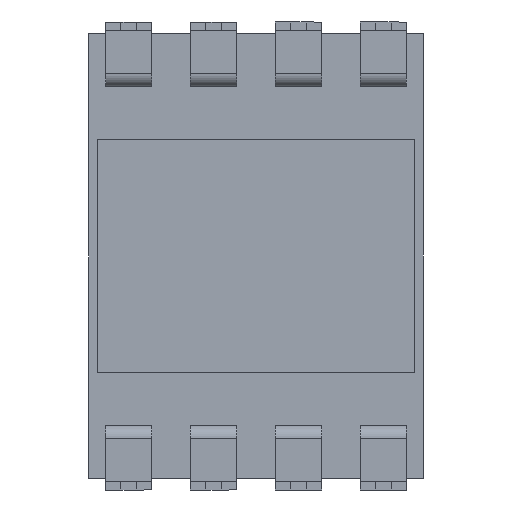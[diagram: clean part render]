
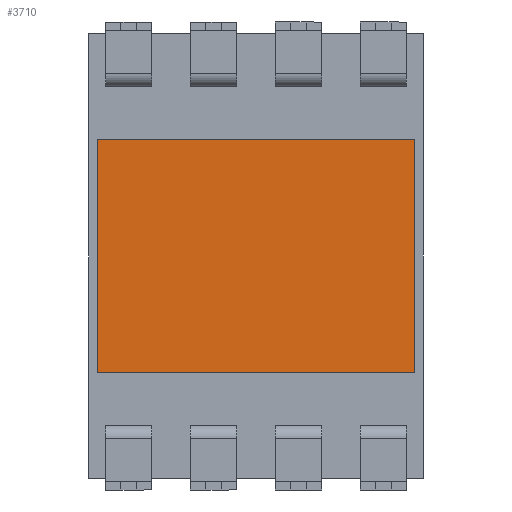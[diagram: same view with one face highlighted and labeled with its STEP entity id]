
A CAD part, front view. The second image highlights one B-rep face of the part: STEP entity #3710.
In plain terms, the highlighted planar face has unit normal (0, -1, 0).
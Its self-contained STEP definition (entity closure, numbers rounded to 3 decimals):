
#164 = AXIS2_PLACEMENT_3D ( 'NONE', #3511, #5136, #3966 ) ;
#292 = CARTESIAN_POINT ( 'NONE',  ( 4.75, -2.9, 3.495 ) ) ;
#534 = FACE_OUTER_BOUND ( 'NONE', #5515, .T. ) ;
#952 = VERTEX_POINT ( 'NONE', #5089 ) ;
#1045 = VERTEX_POINT ( 'NONE', #2616 ) ;
#1145 = VECTOR ( 'NONE', #4538, 1000. ) ;
#1322 = DIRECTION ( 'NONE',  ( 0., 0., 1. ) ) ;
#1735 = EDGE_CURVE ( 'NONE', #4507, #1045, #2372, .T. ) ;
#2177 = ORIENTED_EDGE ( 'NONE', *, *, #3042, .F. ) ;
#2355 = LINE ( 'NONE', #6481, #5967 ) ;
#2372 = LINE ( 'NONE', #292, #1145 ) ;
#2616 = CARTESIAN_POINT ( 'NONE',  ( 4.75, -2.9, -3.495 ) ) ;
#3042 = EDGE_CURVE ( 'NONE', #6298, #952, #6731, .T. ) ;
#3362 = DIRECTION ( 'NONE',  ( 1., 0., 0. ) ) ;
#3388 = EDGE_CURVE ( 'NONE', #1045, #6298, #2355, .T. ) ;
#3464 = VECTOR ( 'NONE', #1322, 1000. ) ;
#3511 = CARTESIAN_POINT ( 'NONE',  ( 0., -2.9, 0. ) ) ;
#3710 = ADVANCED_FACE ( 'NONE', ( #534 ), #6717, .F. ) ;
#3880 = CARTESIAN_POINT ( 'NONE',  ( -4.75, -2.9, -3.495 ) ) ;
#3966 = DIRECTION ( 'NONE',  ( 0., 0., 1. ) ) ;
#4109 = EDGE_CURVE ( 'NONE', #952, #4507, #5688, .T. ) ;
#4416 = VECTOR ( 'NONE', #3362, 1000. ) ;
#4467 = ORIENTED_EDGE ( 'NONE', *, *, #3388, .F. ) ;
#4507 = VERTEX_POINT ( 'NONE', #5198 ) ;
#4538 = DIRECTION ( 'NONE',  ( 0., 0., -1. ) ) ;
#5089 = CARTESIAN_POINT ( 'NONE',  ( -4.75, -2.9, 3.495 ) ) ;
#5136 = DIRECTION ( 'NONE',  ( 0., 1., 0. ) ) ;
#5198 = CARTESIAN_POINT ( 'NONE',  ( 4.75, -2.9, 3.495 ) ) ;
#5515 = EDGE_LOOP ( 'NONE', ( #2177, #4467, #6060, #6675 ) ) ;
#5611 = CARTESIAN_POINT ( 'NONE',  ( -4.75, -2.9, 3.495 ) ) ;
#5688 = LINE ( 'NONE', #6061, #4416 ) ;
#5967 = VECTOR ( 'NONE', #6507, 1000. ) ;
#6060 = ORIENTED_EDGE ( 'NONE', *, *, #1735, .F. ) ;
#6061 = CARTESIAN_POINT ( 'NONE',  ( 4.75, -2.9, 3.495 ) ) ;
#6298 = VERTEX_POINT ( 'NONE', #3880 ) ;
#6481 = CARTESIAN_POINT ( 'NONE',  ( 4.75, -2.9, -3.495 ) ) ;
#6507 = DIRECTION ( 'NONE',  ( -1., 0., 0. ) ) ;
#6675 = ORIENTED_EDGE ( 'NONE', *, *, #4109, .F. ) ;
#6717 = PLANE ( 'NONE',  #164 ) ;
#6731 = LINE ( 'NONE', #5611, #3464 ) ;
